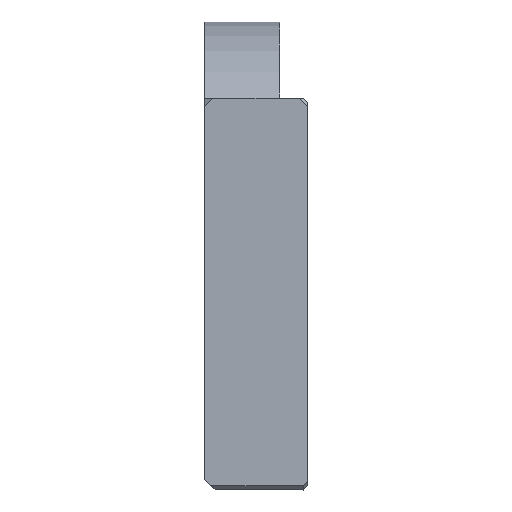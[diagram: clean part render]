
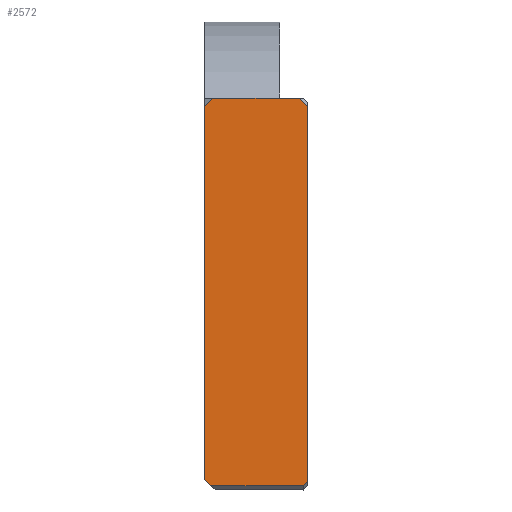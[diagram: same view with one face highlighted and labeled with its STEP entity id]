
A CAD part, left-side view. The second image highlights one B-rep face of the part: STEP entity #2572.
In plain terms, the highlighted planar face has unit normal (-1, 0, 0).
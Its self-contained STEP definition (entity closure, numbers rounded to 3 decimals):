
#325=FACE_OUTER_BOUND('',#494,.T.);
#494=EDGE_LOOP('',(#2259,#2260,#2261,#2262,#2263,#2264,#2265,#2266));
#550=LINE('',#3688,#801);
#634=LINE('',#3982,#885);
#638=LINE('',#3991,#889);
#647=LINE('',#4011,#898);
#665=LINE('',#4049,#916);
#748=LINE('',#4309,#999);
#749=LINE('',#4311,#1000);
#750=LINE('',#4312,#1001);
#801=VECTOR('',#2947,10.);
#885=VECTOR('',#3177,10.);
#889=VECTOR('',#3183,10.);
#898=VECTOR('',#3198,10.);
#916=VECTOR('',#3220,10.);
#999=VECTOR('',#3513,10.);
#1000=VECTOR('',#3514,1000.);
#1001=VECTOR('',#3515,1000.);
#1059=VERTEX_POINT('',#3685);
#1060=VERTEX_POINT('',#3687);
#1166=VERTEX_POINT('',#3980);
#1167=VERTEX_POINT('',#3981);
#1170=VERTEX_POINT('',#3989);
#1171=VERTEX_POINT('',#3990);
#1197=VERTEX_POINT('',#4047);
#1264=VERTEX_POINT('',#4310);
#1319=EDGE_CURVE('',#1059,#1060,#550,.T.);
#1455=EDGE_CURVE('',#1166,#1167,#634,.T.);
#1459=EDGE_CURVE('',#1170,#1171,#638,.T.);
#1470=EDGE_CURVE('',#1171,#1167,#647,.T.);
#1489=EDGE_CURVE('',#1197,#1170,#665,.T.);
#1610=EDGE_CURVE('',#1060,#1197,#748,.T.);
#1611=EDGE_CURVE('',#1264,#1059,#749,.T.);
#1612=EDGE_CURVE('',#1166,#1264,#750,.T.);
#2259=ORIENTED_EDGE('',*,*,#1470,.F.);
#2260=ORIENTED_EDGE('',*,*,#1459,.F.);
#2261=ORIENTED_EDGE('',*,*,#1489,.F.);
#2262=ORIENTED_EDGE('',*,*,#1610,.F.);
#2263=ORIENTED_EDGE('',*,*,#1319,.F.);
#2264=ORIENTED_EDGE('',*,*,#1611,.F.);
#2265=ORIENTED_EDGE('',*,*,#1612,.F.);
#2266=ORIENTED_EDGE('',*,*,#1455,.T.);
#2444=PLANE('',#2825);
#2572=ADVANCED_FACE('',(#325),#2444,.T.);
#2825=AXIS2_PLACEMENT_3D('',#4308,#3511,#3512);
#2947=DIRECTION('',(0.,0.,1.));
#3177=DIRECTION('',(0.,-0.707,0.707));
#3183=DIRECTION('',(0.,-0.707,-0.707));
#3198=DIRECTION('',(0.,0.,-1.));
#3220=DIRECTION('',(0.,-1.,0.));
#3511=DIRECTION('center_axis',(-1.,0.,0.));
#3512=DIRECTION('ref_axis',(0.,0.,-1.));
#3513=DIRECTION('',(0.,-0.707,0.707));
#3514=DIRECTION('',(0.,0.707,0.707));
#3515=DIRECTION('',(0.,1.,0.));
#3685=CARTESIAN_POINT('',(-10.455,232.05,-19.25));
#3687=CARTESIAN_POINT('',(-10.455,232.05,17.2));
#3688=CARTESIAN_POINT('',(-10.455,232.05,8.438));
#3980=CARTESIAN_POINT('',(-10.455,222.45,-19.85));
#3981=CARTESIAN_POINT('',(-10.455,222.05,-19.45));
#3982=CARTESIAN_POINT('',(-10.455,213.988,-11.387));
#3989=CARTESIAN_POINT('',(-10.455,222.85,18.));
#3990=CARTESIAN_POINT('',(-10.455,222.05,17.2));
#3991=CARTESIAN_POINT('',(-10.455,223.45,18.6));
#4011=CARTESIAN_POINT('',(-10.455,222.05,8.438));
#4047=CARTESIAN_POINT('',(-10.455,231.25,18.));
#4049=CARTESIAN_POINT('',(-10.455,226.05,18.));
#4308=CARTESIAN_POINT('Origin',(-10.455,226.05,18.));
#4309=CARTESIAN_POINT('',(-10.455,230.05,19.2));
#4310=CARTESIAN_POINT('',(-10.455,231.45,-19.85));
#4311=CARTESIAN_POINT('',(-10.455,239.613,-11.687));
#4312=CARTESIAN_POINT('',(-10.455,226.05,-19.85));
